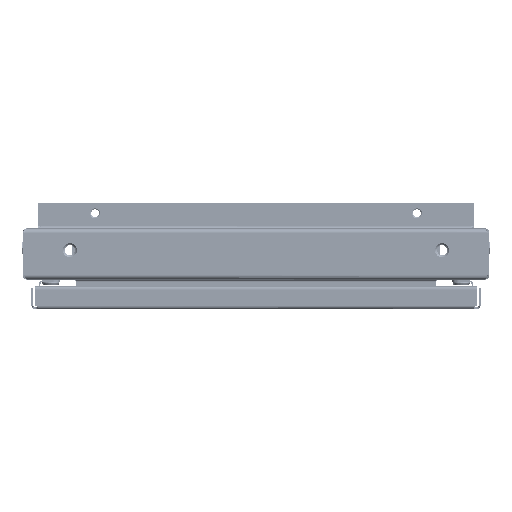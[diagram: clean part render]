
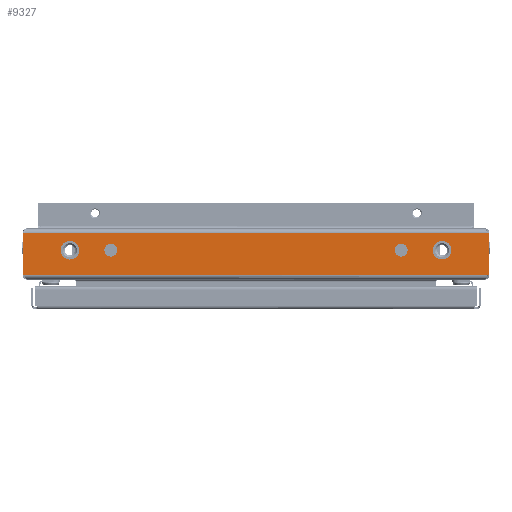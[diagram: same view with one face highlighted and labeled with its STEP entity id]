
A CAD part, front view. The second image highlights one B-rep face of the part: STEP entity #9327.
In plain terms, the highlighted face is planar.
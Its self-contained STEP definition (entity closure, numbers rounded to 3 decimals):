
#538 = VERTEX_POINT ( 'NONE', #19736 ) ;
#851 = AXIS2_PLACEMENT_3D ( 'NONE', #42919, #72756, #17455 ) ;
#2268 = DIRECTION ( 'NONE',  ( -1., 0., 0. ) ) ;
#2451 = ORIENTED_EDGE ( 'NONE', *, *, #50455, .T. ) ;
#2776 = DIRECTION ( 'NONE',  ( -1., 0., 0. ) ) ;
#2860 = CARTESIAN_POINT ( 'NONE',  ( 119., -3.319, 0. ) ) ;
#3283 = AXIS2_PLACEMENT_3D ( 'NONE', #47053, #65359, #78454 ) ;
#3554 = VERTEX_POINT ( 'NONE', #20327 ) ;
#3765 = CARTESIAN_POINT ( 'NONE',  ( 151.5, -3.319, 0. ) ) ;
#4143 = DIRECTION ( 'NONE',  ( 0., 0., -1. ) ) ;
#4514 = ORIENTED_EDGE ( 'NONE', *, *, #8414, .F. ) ;
#4644 = VERTEX_POINT ( 'NONE', #19820 ) ;
#4695 = VERTEX_POINT ( 'NONE', #70355 ) ;
#7747 = DIRECTION ( 'NONE',  ( 1., 0., 0. ) ) ;
#8414 = EDGE_CURVE ( 'NONE', #57968, #29946, #36372, .T. ) ;
#8596 = CARTESIAN_POINT ( 'NONE',  ( -130., -3.319, 0. ) ) ;
#9327 = ADVANCED_FACE ( 'NONE', ( #54874, #53694, #72384, #66411, #36159 ), #61231, .F. ) ;
#9661 = DIRECTION ( 'NONE',  ( 0., 0., 1. ) ) ;
#9866 = AXIS2_PLACEMENT_3D ( 'NONE', #56937, #43791, #31842 ) ;
#10106 = CARTESIAN_POINT ( 'NONE',  ( 124.5, -3.319, 0. ) ) ;
#10494 = CIRCLE ( 'NONE', #49839, 8. ) ;
#10550 = CARTESIAN_POINT ( 'NONE',  ( 124.5, -3.319, 0. ) ) ;
#10614 = LINE ( 'NONE', #52014, #71452 ) ;
#10833 = VECTOR ( 'NONE', #2776, 1000. ) ;
#13095 = ORIENTED_EDGE ( 'NONE', *, *, #57929, .T. ) ;
#13406 = CARTESIAN_POINT ( 'NONE',  ( 159.5, -3.319, 0. ) ) ;
#14130 = CARTESIAN_POINT ( 'NONE',  ( -200., -18., 0. ) ) ;
#15508 = DIRECTION ( 'NONE',  ( 0., -1., 0. ) ) ;
#17455 = DIRECTION ( 'NONE',  ( 1., 0., 0. ) ) ;
#17737 = EDGE_CURVE ( 'NONE', #77222, #4644, #51949, .T. ) ;
#19736 = CARTESIAN_POINT ( 'NONE',  ( 167.5, -3.319, 0. ) ) ;
#19820 = CARTESIAN_POINT ( 'NONE',  ( -198., 18., 0. ) ) ;
#20316 = EDGE_CURVE ( 'NONE', #54196, #77222, #72471, .T. ) ;
#20327 = CARTESIAN_POINT ( 'NONE',  ( -200., -18., 0. ) ) ;
#20467 = DIRECTION ( 'NONE',  ( 1., 0., 0. ) ) ;
#20890 = DIRECTION ( 'NONE',  ( -1., 0., 0. ) ) ;
#21299 = VECTOR ( 'NONE', #45987, 1000. ) ;
#21718 = EDGE_CURVE ( 'NONE', #37371, #35169, #10494, .T. ) ;
#21786 = LINE ( 'NONE', #45711, #44557 ) ;
#22206 = VERTEX_POINT ( 'NONE', #2860 ) ;
#23834 = VECTOR ( 'NONE', #24273, 1000. ) ;
#24273 = DIRECTION ( 'NONE',  ( -1., 0., 0. ) ) ;
#24409 = ORIENTED_EDGE ( 'NONE', *, *, #65667, .T. ) ;
#24568 = CARTESIAN_POINT ( 'NONE',  ( 0., 0., 0. ) ) ;
#24687 = AXIS2_PLACEMENT_3D ( 'NONE', #24568, #41758, #60851 ) ;
#24993 = EDGE_CURVE ( 'NONE', #4644, #71161, #70796, .T. ) ;
#26552 = VERTEX_POINT ( 'NONE', #64741 ) ;
#26794 = DIRECTION ( 'NONE',  ( 1., 0., 0. ) ) ;
#27354 = EDGE_CURVE ( 'NONE', #29946, #57968, #38870, .T. ) ;
#27706 = ORIENTED_EDGE ( 'NONE', *, *, #17737, .T. ) ;
#28593 = ORIENTED_EDGE ( 'NONE', *, *, #29481, .F. ) ;
#29238 = ORIENTED_EDGE ( 'NONE', *, *, #57441, .T. ) ;
#29311 = CARTESIAN_POINT ( 'NONE',  ( 200., 18., 0. ) ) ;
#29454 = ORIENTED_EDGE ( 'NONE', *, *, #20316, .T. ) ;
#29481 = EDGE_CURVE ( 'NONE', #35169, #37371, #44163, .T. ) ;
#29946 = VERTEX_POINT ( 'NONE', #8596 ) ;
#30611 = EDGE_LOOP ( 'NONE', ( #38109, #29238 ) ) ;
#31185 = ORIENTED_EDGE ( 'NONE', *, *, #21718, .F. ) ;
#31603 = ORIENTED_EDGE ( 'NONE', *, *, #35959, .T. ) ;
#31842 = DIRECTION ( 'NONE',  ( 1., 0., 0. ) ) ;
#32688 = AXIS2_PLACEMENT_3D ( 'NONE', #70137, #9661, #34308 ) ;
#34209 = CARTESIAN_POINT ( 'NONE',  ( -200., -22., 0. ) ) ;
#34245 = EDGE_LOOP ( 'NONE', ( #31603, #2451, #48166, #24409, #29454, #27706, #52794, #39949 ) ) ;
#34308 = DIRECTION ( 'NONE',  ( 1., 0., 0. ) ) ;
#35169 = VERTEX_POINT ( 'NONE', #41434 ) ;
#35880 = CARTESIAN_POINT ( 'NONE',  ( -119., -3.319, 0. ) ) ;
#35959 = EDGE_CURVE ( 'NONE', #3554, #55900, #10614, .T. ) ;
#36159 = FACE_OUTER_BOUND ( 'NONE', #34245, .T. ) ;
#36372 = CIRCLE ( 'NONE', #851, 5.5 ) ;
#37371 = VERTEX_POINT ( 'NONE', #48392 ) ;
#37550 = CIRCLE ( 'NONE', #3283, 8. ) ;
#38109 = ORIENTED_EDGE ( 'NONE', *, *, #66707, .T. ) ;
#38448 = DIRECTION ( 'NONE',  ( 0., 0., -1. ) ) ;
#38541 = DIRECTION ( 'NONE',  ( 0., 1., 0. ) ) ;
#38870 = CIRCLE ( 'NONE', #32688, 5.5 ) ;
#39170 = VECTOR ( 'NONE', #20467, 1000. ) ;
#39949 = ORIENTED_EDGE ( 'NONE', *, *, #43899, .T. ) ;
#41434 = CARTESIAN_POINT ( 'NONE',  ( -167.5, -3.319, 0. ) ) ;
#41758 = DIRECTION ( 'NONE',  ( 0., 0., -1. ) ) ;
#42919 = CARTESIAN_POINT ( 'NONE',  ( -124.5, -3.319, 0. ) ) ;
#43487 = EDGE_LOOP ( 'NONE', ( #4514, #58659 ) ) ;
#43791 = DIRECTION ( 'NONE',  ( 0., 0., 1. ) ) ;
#43899 = EDGE_CURVE ( 'NONE', #71161, #3554, #58504, .T. ) ;
#44163 = CIRCLE ( 'NONE', #9866, 8. ) ;
#44557 = VECTOR ( 'NONE', #38541, 1000. ) ;
#45267 = VECTOR ( 'NONE', #15508, 1000. ) ;
#45521 = CIRCLE ( 'NONE', #53126, 8. ) ;
#45711 = CARTESIAN_POINT ( 'NONE',  ( 200., -22., 0. ) ) ;
#45987 = DIRECTION ( 'NONE',  ( -1., 0., 0. ) ) ;
#46172 = EDGE_CURVE ( 'NONE', #4695, #26552, #68653, .T. ) ;
#47053 = CARTESIAN_POINT ( 'NONE',  ( 159.5, -3.319, 0. ) ) ;
#47667 = CIRCLE ( 'NONE', #69334, 5.5 ) ;
#48166 = ORIENTED_EDGE ( 'NONE', *, *, #46172, .T. ) ;
#48392 = CARTESIAN_POINT ( 'NONE',  ( -151.5, -3.319, 0. ) ) ;
#49839 = AXIS2_PLACEMENT_3D ( 'NONE', #56285, #57085, #7747 ) ;
#50455 = EDGE_CURVE ( 'NONE', #55900, #4695, #68217, .T. ) ;
#50602 = VERTEX_POINT ( 'NONE', #56279 ) ;
#50875 = VECTOR ( 'NONE', #26794, 1000. ) ;
#51188 = CARTESIAN_POINT ( 'NONE',  ( -197.935, -18., 0. ) ) ;
#51902 = VERTEX_POINT ( 'NONE', #3765 ) ;
#51949 = LINE ( 'NONE', #57534, #21299 ) ;
#52014 = CARTESIAN_POINT ( 'NONE',  ( -200., -18., 0. ) ) ;
#52794 = ORIENTED_EDGE ( 'NONE', *, *, #24993, .T. ) ;
#53126 = AXIS2_PLACEMENT_3D ( 'NONE', #13406, #38448, #2268 ) ;
#53338 = EDGE_LOOP ( 'NONE', ( #13095, #62654 ) ) ;
#53694 = FACE_BOUND ( 'NONE', #30611, .T. ) ;
#54196 = VERTEX_POINT ( 'NONE', #29311 ) ;
#54570 = CARTESIAN_POINT ( 'NONE',  ( 200., 18., 0. ) ) ;
#54874 = FACE_BOUND ( 'NONE', #53338, .T. ) ;
#55900 = VERTEX_POINT ( 'NONE', #51188 ) ;
#56279 = CARTESIAN_POINT ( 'NONE',  ( 130., -3.319, 0. ) ) ;
#56285 = CARTESIAN_POINT ( 'NONE',  ( -159.5, -3.319, 0. ) ) ;
#56937 = CARTESIAN_POINT ( 'NONE',  ( -159.5, -3.319, 0. ) ) ;
#57047 = CARTESIAN_POINT ( 'NONE',  ( -200., 18., 0. ) ) ;
#57085 = DIRECTION ( 'NONE',  ( 0., 0., 1. ) ) ;
#57150 = DIRECTION ( 'NONE',  ( 0., 0., -1. ) ) ;
#57441 = EDGE_CURVE ( 'NONE', #22206, #50602, #47667, .T. ) ;
#57534 = CARTESIAN_POINT ( 'NONE',  ( 200., 18., 0. ) ) ;
#57929 = EDGE_CURVE ( 'NONE', #538, #51902, #37550, .T. ) ;
#57968 = VERTEX_POINT ( 'NONE', #35880 ) ;
#58003 = DIRECTION ( 'NONE',  ( 1., 0., 0. ) ) ;
#58504 = LINE ( 'NONE', #34209, #45267 ) ;
#58659 = ORIENTED_EDGE ( 'NONE', *, *, #27354, .F. ) ;
#60125 = EDGE_CURVE ( 'NONE', #51902, #538, #45521, .T. ) ;
#60851 = DIRECTION ( 'NONE',  ( -1., 0., 0. ) ) ;
#61231 = PLANE ( 'NONE',  #24687 ) ;
#62654 = ORIENTED_EDGE ( 'NONE', *, *, #60125, .T. ) ;
#62678 = EDGE_LOOP ( 'NONE', ( #31185, #28593 ) ) ;
#63273 = CARTESIAN_POINT ( 'NONE',  ( 200., 18., 0. ) ) ;
#64741 = CARTESIAN_POINT ( 'NONE',  ( 200., -18., 0. ) ) ;
#65007 = CIRCLE ( 'NONE', #75170, 5.5 ) ;
#65359 = DIRECTION ( 'NONE',  ( 0., 0., -1. ) ) ;
#65667 = EDGE_CURVE ( 'NONE', #26552, #54196, #21786, .T. ) ;
#66411 = FACE_BOUND ( 'NONE', #43487, .T. ) ;
#66707 = EDGE_CURVE ( 'NONE', #50602, #22206, #65007, .T. ) ;
#68217 = LINE ( 'NONE', #74978, #50875 ) ;
#68653 = LINE ( 'NONE', #14130, #39170 ) ;
#69334 = AXIS2_PLACEMENT_3D ( 'NONE', #10550, #57150, #20890 ) ;
#70137 = CARTESIAN_POINT ( 'NONE',  ( -124.5, -3.319, 0. ) ) ;
#70191 = DIRECTION ( 'NONE',  ( -1., 0., 0. ) ) ;
#70355 = CARTESIAN_POINT ( 'NONE',  ( 197.935, -18., 0. ) ) ;
#70796 = LINE ( 'NONE', #63273, #10833 ) ;
#71161 = VERTEX_POINT ( 'NONE', #57047 ) ;
#71452 = VECTOR ( 'NONE', #58003, 1000. ) ;
#72384 = FACE_BOUND ( 'NONE', #62678, .T. ) ;
#72471 = LINE ( 'NONE', #54570, #23834 ) ;
#72756 = DIRECTION ( 'NONE',  ( 0., 0., 1. ) ) ;
#74978 = CARTESIAN_POINT ( 'NONE',  ( -200., -18., 0. ) ) ;
#75170 = AXIS2_PLACEMENT_3D ( 'NONE', #10106, #4143, #70191 ) ;
#75333 = CARTESIAN_POINT ( 'NONE',  ( 198., 18., 0. ) ) ;
#77222 = VERTEX_POINT ( 'NONE', #75333 ) ;
#78454 = DIRECTION ( 'NONE',  ( -1., 0., 0. ) ) ;
